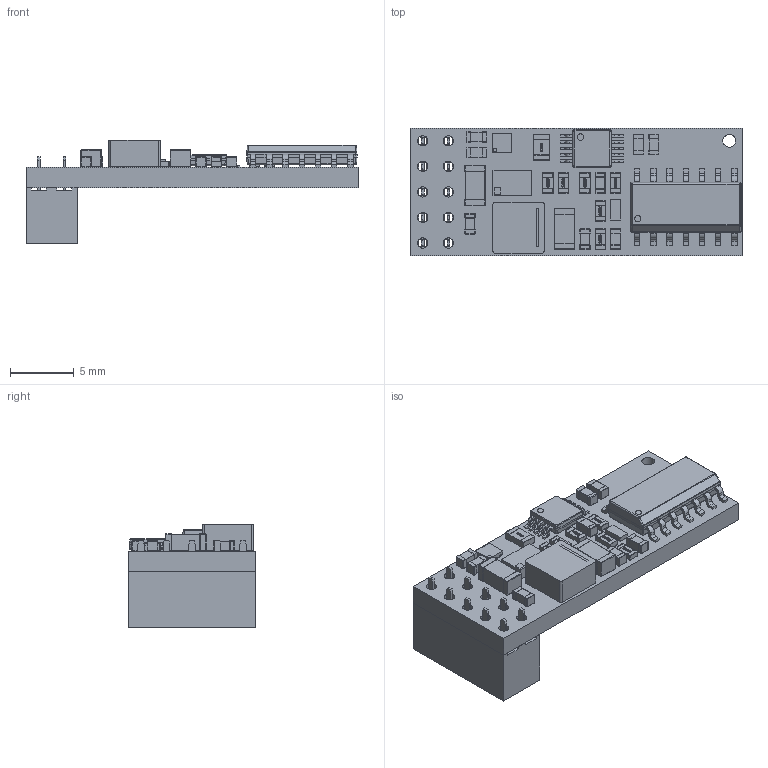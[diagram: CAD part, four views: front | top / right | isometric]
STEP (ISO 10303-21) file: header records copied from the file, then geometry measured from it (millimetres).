
FILE_DESCRIPTION(('KiCad electronic assembly'),'2;1');
FILE_NAME ('uPSU_v1.0.0.stp', '2018-11-03T15:15:59+00:00', 'Stefan Hamminga', '', '', '', '');
FILE_SCHEMA(('AUTOMOTIVE_DESIGN { 1 0 10303 214 1 1 1 1 }'));
Length unit declared in the file: millimetre
Products named in the file (24): Open CASCADE STEP translator 6.9 1; XDFN-6_1.5x1.5; COMPOUND; Resistor_SMD_2012; Resistor_SMD_1608; Coilcraft_XEL4020; SOIC-14-N; Maxim_uMAX-10; Capacitor_SMD_3216; SOLID; Capacitor_SMD_1608; TI_TPS62135; APHB1608; Pin_header_socket_2x5_2mm
Assembly tree (36 placements, depth 3):
  Open CASCADE STEP translator 6.9 1
    XDFN-6_1.5x1.5
      COMPOUND
    Resistor_SMD_2012
      COMPOUND
    Resistor_SMD_1608  x6
      COMPOUND
    Coilcraft_XEL4020
      COMPOUND
    SOIC-14-N
      COMPOUND
    Maxim_uMAX-10
      COMPOUND
    Capacitor_SMD_3216  x2
      SOLID
    Capacitor_SMD_1608  x8
      SOLID
    TI_TPS62135
      COMPOUND
    APHB1608
      COMPOUND
    Pin_header_socket_2x5_2mm
      COMPOUND
    COMPOUND
Bounding box: 26 x 10 x 8.1 mm (x, y, z)
Volume: 690.9 mm3; surface area: 1460.2 mm2
Topology: 98 solids, 98 shells, 3658 faces, 8974 edges, 5517 vertices
Faces by surface type: plane 1424, bspline 1420, cylinder 724, sphere 90
Full cylindrical faces by diameter (mm): 0.8 x10, 1 x1
Entity records: 162315 total; most frequent: CARTESIAN_POINT 68522, DIRECTION 13662, LINE 9834, VECTOR 9834, ORIENTED_EDGE 9090, PCURVE 9090, DEFINITIONAL_REPRESENTATION 9090, EDGE_CURVE 4545
